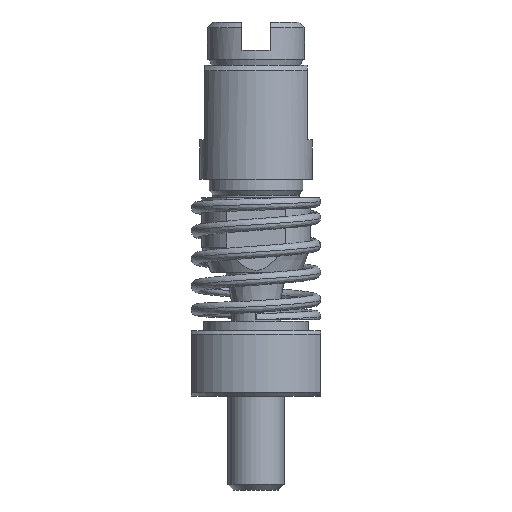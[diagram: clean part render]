
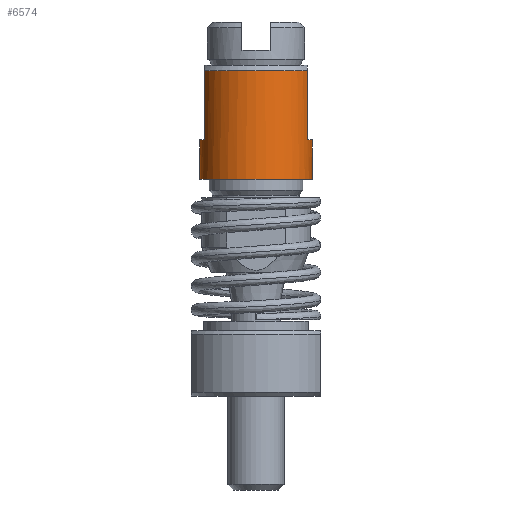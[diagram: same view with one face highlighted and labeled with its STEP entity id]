
A CAD part, left-side view. The second image highlights one B-rep face of the part: STEP entity #6574.
In plain terms, the highlighted cylindrical face has radius 3 mm (diameter 6 mm), a partial arc.
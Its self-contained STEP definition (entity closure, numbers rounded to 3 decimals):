
#18 = FACE_OUTER_BOUND ( 'NONE', #14412, .T. ) ;
#66 = LINE ( 'NONE', #8366, #2901 ) ;
#135 = CARTESIAN_POINT ( 'NONE',  ( -23.5, 0., 2.1 ) ) ;
#243 = DIRECTION ( 'NONE',  ( 0., 1., 0. ) ) ;
#801 = DIRECTION ( 'NONE',  ( -1., 0., 0. ) ) ;
#805 = ORIENTED_EDGE ( 'NONE', *, *, #4561, .F. ) ;
#842 = EDGE_CURVE ( 'Defeature ausgef�hrt1_32+Defeature ausgef�hrt1_27+Defeature ausgef�hrt1_31+Defeature ausgef�hrt1_28', #2066, #2874, #66, .T. ) ;
#1344 = EDGE_CURVE ( 'NONE', #1385, #2379, #7299, .T. ) ;
#1385 = VERTEX_POINT ( 'NONE', #5183 ) ;
#1712 = DIRECTION ( 'NONE',  ( 0., 0., -1. ) ) ;
#2066 = VERTEX_POINT ( 'NONE', #4950 ) ;
#2222 = AXIS2_PLACEMENT_3D ( 'NONE', #10620, #7144, #11754 ) ;
#2292 = CARTESIAN_POINT ( 'NONE',  ( -23.5, 0., 0. ) ) ;
#2379 = VERTEX_POINT ( 'NONE', #2969 ) ;
#2473 = CARTESIAN_POINT ( 'NONE',  ( -23.5, -3., 0. ) ) ;
#2874 = VERTEX_POINT ( 'NONE', #3872 ) ;
#2901 = VECTOR ( 'NONE', #4821, 1000. ) ;
#2969 = CARTESIAN_POINT ( 'NONE',  ( -23.5, 3., 0. ) ) ;
#3144 = ORIENTED_EDGE ( 'NONE', *, *, #12703, .F. ) ;
#3193 = ORIENTED_EDGE ( 'NONE', *, *, #5173, .F. ) ;
#3872 = CARTESIAN_POINT ( 'NONE',  ( -24.699, 2.75, 5.8 ) ) ;
#3980 = DIRECTION ( 'NONE',  ( 0., 0., -1. ) ) ;
#4003 = EDGE_CURVE ( 'Defeature ausgef�hrt1_27+Defeature ausgef�hrt1_28+Defeature ausgef�hrt1_29+Defeature ausgef�hrt1_32', #14587, #2874, #5573, .T. ) ;
#4561 = EDGE_CURVE ( 'Defeature ausgef�hrt1_30+Defeature ausgef�hrt1_27+Defeature ausgef�hrt1_29+Defeature ausgef�hrt1_29', #14000, #9910, #5840, .T. ) ;
#4645 = CIRCLE ( 'NONE', #7034, 3. ) ;
#4710 = ORIENTED_EDGE ( 'NONE', *, *, #842, .F. ) ;
#4821 = DIRECTION ( 'NONE',  ( 0., 0., 1. ) ) ;
#4950 = CARTESIAN_POINT ( 'NONE',  ( -24.699, 2.75, 2.1 ) ) ;
#4969 = CARTESIAN_POINT ( 'NONE',  ( -23.5, 3., 0. ) ) ;
#5173 = EDGE_CURVE ( 'Defeature ausgef�hrt1_31+Defeature ausgef�hrt1_27+Defeature ausgef�hrt1_32+Defeature ausgef�hrt1_32', #1385, #2066, #4645, .T. ) ;
#5183 = CARTESIAN_POINT ( 'NONE',  ( -23.5, 3., 2.1 ) ) ;
#5348 = EDGE_CURVE ( 'Defeature ausgef�hrt1_25+Defeature ausgef�hrt1_27+Defeature ausgef�hrt1_27+Defeature ausgef�hrt1_27', #11096, #2379, #14753, .T. ) ;
#5349 = AXIS2_PLACEMENT_3D ( 'NONE', #2292, #12788, #243 ) ;
#5380 = CARTESIAN_POINT ( 'NONE',  ( -24.699, -2.75, 2.1 ) ) ;
#5548 = VECTOR ( 'NONE', #9569, 1000. ) ;
#5573 = CIRCLE ( 'NONE', #10149, 3. ) ;
#5595 = VECTOR ( 'NONE', #12863, 1000. ) ;
#5840 = CIRCLE ( 'NONE', #8955, 3. ) ;
#6097 = CARTESIAN_POINT ( 'NONE',  ( -23.5, -3., 0. ) ) ;
#6158 = CARTESIAN_POINT ( 'NONE',  ( -23.5, -3., 2.1 ) ) ;
#6162 = DIRECTION ( 'NONE',  ( -1., 0., 0. ) ) ;
#6458 = EDGE_CURVE ( 'Defeature ausgef�hrt1_29+Defeature ausgef�hrt1_27+Defeature ausgef�hrt1_28+Defeature ausgef�hrt1_30', #14587, #14000, #11572, .T. ) ;
#6574 = ADVANCED_FACE ( 'Defeature ausgef�hrt1_27', ( #18 ), #14149, .T. ) ;
#7034 = AXIS2_PLACEMENT_3D ( 'NONE', #135, #11823, #6162 ) ;
#7144 = DIRECTION ( 'NONE',  ( 0., 0., -1. ) ) ;
#7299 = LINE ( 'NONE', #4969, #5548 ) ;
#7444 = CARTESIAN_POINT ( 'NONE',  ( -23.5, 0., 5.8 ) ) ;
#7664 = ORIENTED_EDGE ( 'NONE', *, *, #5348, .F. ) ;
#8366 = CARTESIAN_POINT ( 'NONE',  ( -24.699, 2.75, 0. ) ) ;
#8539 = VECTOR ( 'NONE', #3980, 1000. ) ;
#8585 = DIRECTION ( 'NONE',  ( 0., -1., 0. ) ) ;
#8954 = ORIENTED_EDGE ( 'NONE', *, *, #4003, .T. ) ;
#8955 = AXIS2_PLACEMENT_3D ( 'NONE', #10238, #14856, #801 ) ;
#9569 = DIRECTION ( 'NONE',  ( 0., 0., -1. ) ) ;
#9910 = VERTEX_POINT ( 'NONE', #6158 ) ;
#10149 = AXIS2_PLACEMENT_3D ( 'NONE', #7444, #1712, #8585 ) ;
#10238 = CARTESIAN_POINT ( 'NONE',  ( -23.5, 0., 2.1 ) ) ;
#10443 = CARTESIAN_POINT ( 'NONE',  ( -24.699, -2.75, 0. ) ) ;
#10620 = CARTESIAN_POINT ( 'NONE',  ( -23.5, 0., 0. ) ) ;
#10983 = ORIENTED_EDGE ( 'NONE', *, *, #1344, .T. ) ;
#11096 = VERTEX_POINT ( 'NONE', #2473 ) ;
#11572 = LINE ( 'NONE', #10443, #5595 ) ;
#11754 = DIRECTION ( 'NONE',  ( 0., 1., 0. ) ) ;
#11823 = DIRECTION ( 'NONE',  ( 0., 0., 1. ) ) ;
#12703 = EDGE_CURVE ( 'NONE', #9910, #11096, #12760, .T. ) ;
#12749 = ORIENTED_EDGE ( 'NONE', *, *, #6458, .F. ) ;
#12760 = LINE ( 'NONE', #6097, #8539 ) ;
#12788 = DIRECTION ( 'NONE',  ( 0., 0., -1. ) ) ;
#12863 = DIRECTION ( 'NONE',  ( 0., 0., -1. ) ) ;
#13300 = CARTESIAN_POINT ( 'NONE',  ( -24.699, -2.75, 5.8 ) ) ;
#14000 = VERTEX_POINT ( 'NONE', #5380 ) ;
#14149 = CYLINDRICAL_SURFACE ( 'NONE', #5349, 3. ) ;
#14412 = EDGE_LOOP ( 'NONE', ( #3144, #805, #12749, #8954, #4710, #3193, #10983, #7664 ) ) ;
#14587 = VERTEX_POINT ( 'NONE', #13300 ) ;
#14753 = CIRCLE ( 'NONE', #2222, 3. ) ;
#14856 = DIRECTION ( 'NONE',  ( 0., 0., 1. ) ) ;
